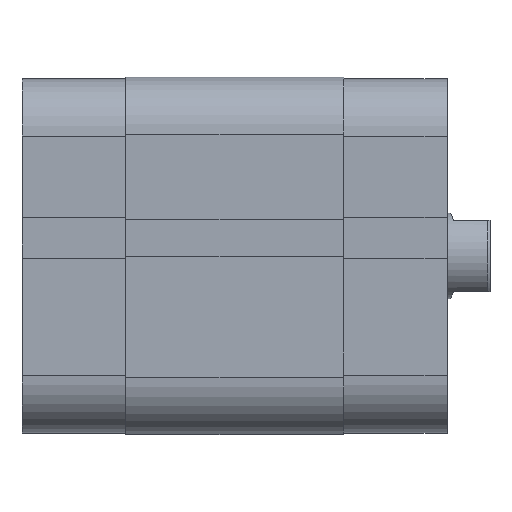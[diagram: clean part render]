
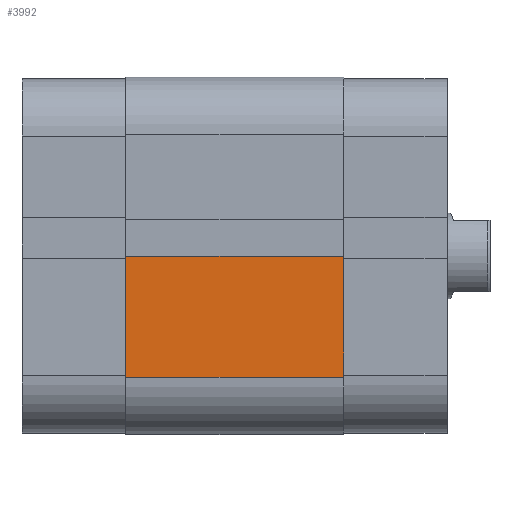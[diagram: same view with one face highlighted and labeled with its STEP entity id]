
A CAD part, top view. The second image highlights one B-rep face of the part: STEP entity #3992.
In plain terms, the highlighted face is planar.
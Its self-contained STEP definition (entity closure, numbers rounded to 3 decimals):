
#797 = CARTESIAN_POINT ( 'NONE',  ( 0., -25., 0. ) ) ;
#798 = DIRECTION ( 'NONE',  ( 1., 0., 0. ) ) ;
#1208 = CARTESIAN_POINT ( 'NONE',  ( 0.1, -25., 0. ) ) ;
#1209 = CARTESIAN_POINT ( 'NONE',  ( 0.1, -25., 30.5 ) ) ;
#1210 = CARTESIAN_POINT ( 'NONE',  ( 17., -25., 0. ) ) ;
#1211 = CARTESIAN_POINT ( 'NONE',  ( 17., -25., 30.5 ) ) ;
#1762 = VERTEX_POINT ( 'NONE', #1211 ) ;
#1763 = VERTEX_POINT ( 'NONE', #1210 ) ;
#1764 = VERTEX_POINT ( 'NONE', #1209 ) ;
#1765 = VERTEX_POINT ( 'NONE', #1208 ) ;
#2720 = EDGE_LOOP ( 'NONE', ( #3817, #3816, #3815, #3814 ) ) ;
#3814 = ORIENTED_EDGE ( 'NONE', *, *, #6615, .T. ) ;
#3815 = ORIENTED_EDGE ( 'NONE', *, *, #6619, .F. ) ;
#3816 = ORIENTED_EDGE ( 'NONE', *, *, #6612, .F. ) ;
#3817 = ORIENTED_EDGE ( 'NONE', *, *, #6091, .T. ) ;
#3992 = ADVANCED_FACE ( 'NONE', ( #6350 ), #6066, .F. ) ;
#4580 = LINE ( 'NONE', #797, #4583 ) ;
#4583 = VECTOR ( 'NONE', #798, 1000. ) ;
#4896 = LINE ( 'NONE', #5134, #4898 ) ;
#4898 = VECTOR ( 'NONE', #5135, 1000. ) ;
#4909 = LINE ( 'NONE', #5140, #4910 ) ;
#4910 = VECTOR ( 'NONE', #5141, 1000. ) ;
#4912 = LINE ( 'NONE', #5131, #4916 ) ;
#4916 = VECTOR ( 'NONE', #5149, 1000. ) ;
#5131 = CARTESIAN_POINT ( 'NONE',  ( 0., -25., 30.5 ) ) ;
#5134 = CARTESIAN_POINT ( 'NONE',  ( 17., -25., 30.5 ) ) ;
#5135 = DIRECTION ( 'NONE',  ( 0., 0., -1. ) ) ;
#5140 = CARTESIAN_POINT ( 'NONE',  ( 0.1, -25., 30.5 ) ) ;
#5141 = DIRECTION ( 'NONE',  ( 0., 0., -1. ) ) ;
#5149 = DIRECTION ( 'NONE',  ( 1., 0., 0. ) ) ;
#5774 = AXIS2_PLACEMENT_3D ( 'NONE', #6067, #6062, #6061 ) ;
#6061 = DIRECTION ( 'NONE',  ( -1., 0., 0. ) ) ;
#6062 = DIRECTION ( 'NONE',  ( 0., 1., 0. ) ) ;
#6066 = PLANE ( 'NONE',  #5774 ) ;
#6067 = CARTESIAN_POINT ( 'NONE',  ( 0., -25., 30.5 ) ) ;
#6091 = EDGE_CURVE ( 'NONE', #1765, #1763, #4580, .T. ) ;
#6350 = FACE_OUTER_BOUND ( 'NONE', #2720, .T. ) ;
#6612 = EDGE_CURVE ( 'NONE', #1762, #1763, #4896, .T. ) ;
#6615 = EDGE_CURVE ( 'NONE', #1764, #1765, #4909, .T. ) ;
#6619 = EDGE_CURVE ( 'NONE', #1764, #1762, #4912, .T. ) ;
